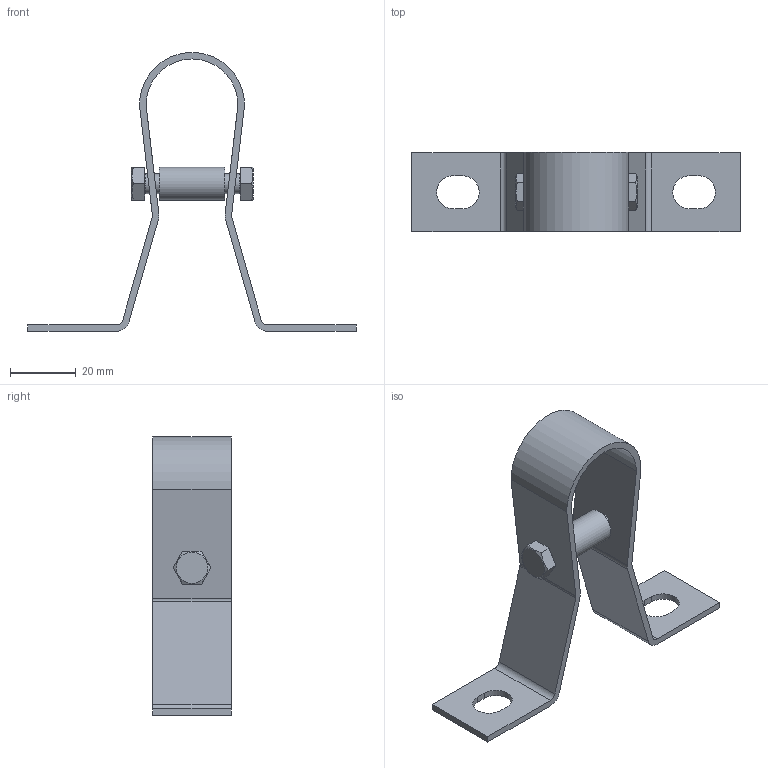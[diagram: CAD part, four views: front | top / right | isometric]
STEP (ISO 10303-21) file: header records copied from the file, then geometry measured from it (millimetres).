
FILE_DESCRIPTION(('STEP AP214'), '1');
FILE_NAME('Ê3', '2023-08-03T11:19:24', ('admin'), (''), 'ASCON STEP Converter 1.6', 'ASCON Math Kernel', '');
FILE_SCHEMA(('AUTOMOTIVE_DESIGN { 1 0 10303 214 3 1 1}'));
Length unit declared in the file: millimetre
Bounding box: 100 x 24 x 84.94 mm (x, y, z)
Volume: 13447.9 mm3; surface area: 14533.1 mm2
Topology: 4 solids, 4 shells, 68 faces, 166 edges, 108 vertices
Faces by surface type: plane 40, cylinder 20, cone 6, torus 2
Full cylindrical faces by diameter (mm): 6 x3, 7 x2, 10 x1
Entity records: 3038 total; most frequent: CARTESIAN_POINT 857, DIRECTION 318, ORIENTED_EDGE 304, EDGE_CURVE 152, AXIS2_PLACEMENT_3D 113, VERTEX_POINT 108, EDGE_LOOP 94, LINE 92
